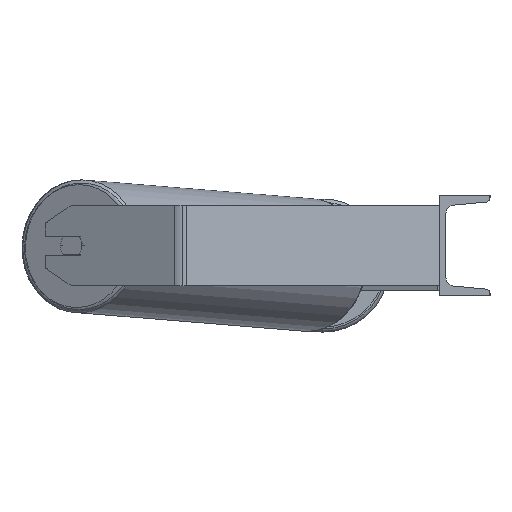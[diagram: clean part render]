
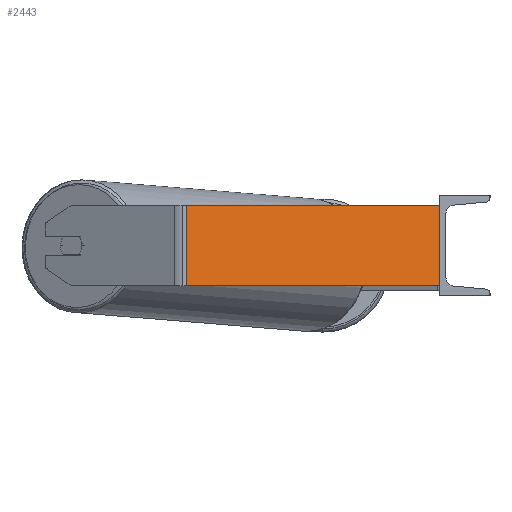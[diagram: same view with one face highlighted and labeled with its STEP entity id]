
A CAD part, left-side view. The second image highlights one B-rep face of the part: STEP entity #2443.
In plain terms, the highlighted planar face has unit normal (-0.966, -0.259, 0).
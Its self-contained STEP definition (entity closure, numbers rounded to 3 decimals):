
#271 = ORIENTED_EDGE ( 'NONE', *, *, #5128, .F. ) ;
#381 = VERTEX_POINT ( 'NONE', #5883 ) ;
#624 = EDGE_CURVE ( 'NONE', #7647, #381, #3821, .T. ) ;
#962 = AXIS2_PLACEMENT_3D ( 'NONE', #3397, #3499, #1359 ) ;
#1359 = DIRECTION ( 'NONE',  ( -0.259, 0.966, 0. ) ) ;
#1727 = CARTESIAN_POINT ( 'NONE',  ( -752.809, 253.067, 40. ) ) ;
#2005 = CARTESIAN_POINT ( 'NONE',  ( -754.524, 259.468, -40. ) ) ;
#2247 = CARTESIAN_POINT ( 'NONE',  ( -752.809, 253.067, -40. ) ) ;
#2443 = ADVANCED_FACE ( 'NONE', ( #8223 ), #7666, .F. ) ;
#2595 = DIRECTION ( 'NONE',  ( 0., 0., -1. ) ) ;
#2889 = VECTOR ( 'NONE', #4136, 1000. ) ;
#3016 = DIRECTION ( 'NONE',  ( 0.259, -0.966, 0. ) ) ;
#3397 = CARTESIAN_POINT ( 'NONE',  ( -754.524, 259.468, 40. ) ) ;
#3499 = DIRECTION ( 'NONE',  ( 0.966, 0.259, 0. ) ) ;
#3718 = CARTESIAN_POINT ( 'NONE',  ( -754.524, 259.468, 40. ) ) ;
#3821 = LINE ( 'NONE', #3718, #5219 ) ;
#4136 = DIRECTION ( 'NONE',  ( 0., 0., -1. ) ) ;
#4540 = CARTESIAN_POINT ( 'NONE',  ( -685., 0., -40. ) ) ;
#4608 = EDGE_CURVE ( 'NONE', #5409, #8684, #8316, .T. ) ;
#4872 = ORIENTED_EDGE ( 'NONE', *, *, #4608, .T. ) ;
#5045 = VECTOR ( 'NONE', #2595, 1000. ) ;
#5128 = EDGE_CURVE ( 'NONE', #381, #8684, #5696, .T. ) ;
#5219 = VECTOR ( 'NONE', #3016, 1000. ) ;
#5409 = VERTEX_POINT ( 'NONE', #2247 ) ;
#5696 = LINE ( 'NONE', #6228, #2889 ) ;
#5883 = CARTESIAN_POINT ( 'NONE',  ( -685., 0., 40. ) ) ;
#6193 = ORIENTED_EDGE ( 'NONE', *, *, #7337, .T. ) ;
#6228 = CARTESIAN_POINT ( 'NONE',  ( -685., 0., 40. ) ) ;
#6851 = EDGE_LOOP ( 'NONE', ( #4872, #271, #8834, #6193 ) ) ;
#6902 = CARTESIAN_POINT ( 'NONE',  ( -752.809, 253.067, 40. ) ) ;
#6928 = DIRECTION ( 'NONE',  ( 0.259, -0.966, 0. ) ) ;
#7111 = VECTOR ( 'NONE', #6928, 1000. ) ;
#7337 = EDGE_CURVE ( 'NONE', #7647, #5409, #8163, .T. ) ;
#7647 = VERTEX_POINT ( 'NONE', #6902 ) ;
#7666 = PLANE ( 'NONE',  #962 ) ;
#8163 = LINE ( 'NONE', #1727, #5045 ) ;
#8223 = FACE_OUTER_BOUND ( 'NONE', #6851, .T. ) ;
#8316 = LINE ( 'NONE', #2005, #7111 ) ;
#8684 = VERTEX_POINT ( 'NONE', #4540 ) ;
#8834 = ORIENTED_EDGE ( 'NONE', *, *, #624, .F. ) ;
